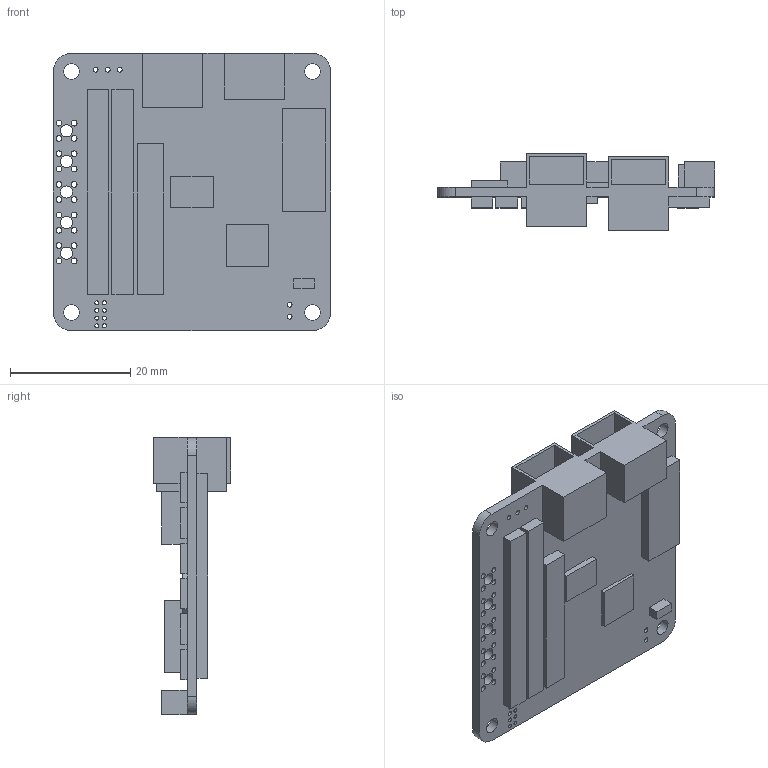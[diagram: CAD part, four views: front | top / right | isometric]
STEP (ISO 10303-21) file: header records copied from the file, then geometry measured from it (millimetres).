
FILE_DESCRIPTION(/* description */ (''),/* implementation_level */ '2;1');
FILE_NAME(/* name */ '20230523-moteus-n1-r1_3-mechanical.step',/* time_stamp */ '2023-05-23T11:24:15-04:00',/* author */ (''),/* organization */ (''),/* preprocessor_version */ 'ST-DEVELOPER v19.2',/* originating_system */ 'Autodesk Translation Framework v12.4.0.73',/* authorisation */ '');
FILE_SCHEMA (('AUTOMOTIVE_DESIGN { 1 0 10303 214 3 1 1 }'));
Length unit declared in the file: millimetre
Products named in the file (1): moteus-n1
Bounding box: 46 x 12.8 x 46 mm (x, y, z)
Volume: 6571.8 mm3; surface area: 7047.1 mm2
Topology: 1 solids, 1 shells, 189 faces, 498 edges, 332 vertices
Faces by surface type: plane 143, cylinder 46
Full cylindrical faces by diameter (mm): 0.66 x8, 0.8 x5, 0.95 x20, 2 x5, 2.6 x4
Entity records: 6005 total; most frequent: CARTESIAN_POINT 1020, ORIENTED_EDGE 996, DIRECTION 970, EDGE_CURVE 498, LINE 406, VECTOR 406, VERTEX_POINT 332, EDGE_LOOP 294
